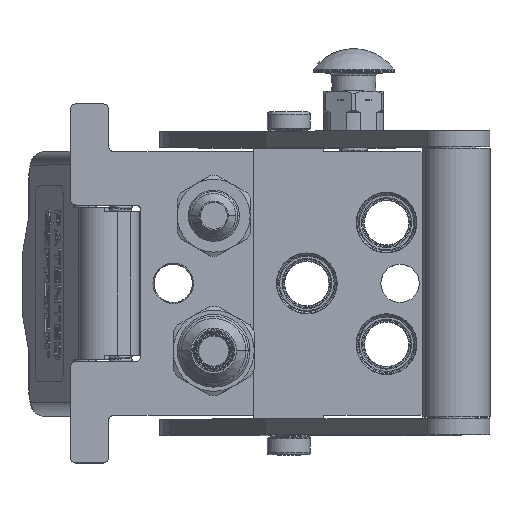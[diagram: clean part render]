
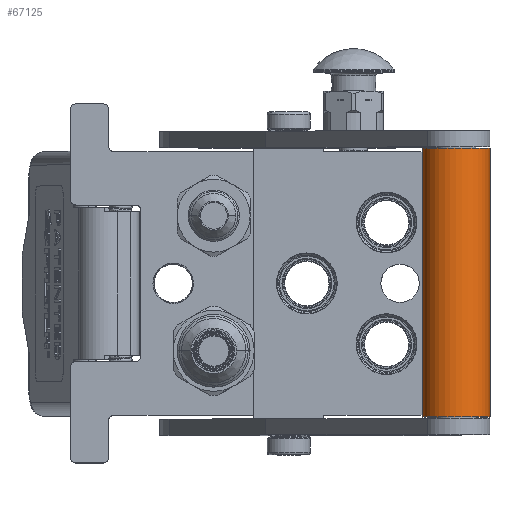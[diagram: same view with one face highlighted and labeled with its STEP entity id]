
A CAD part, top view. The second image highlights one B-rep face of the part: STEP entity #67125.
In plain terms, the highlighted cylindrical face has radius 12.5 mm (diameter 25 mm), a partial arc.
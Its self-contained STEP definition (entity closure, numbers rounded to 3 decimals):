
#2291 = CARTESIAN_POINT ( 'NONE',  ( 4.5, 0., -12.5 ) ) ;
#3995 = VERTEX_POINT ( 'NONE', #129737 ) ;
#4938 = AXIS2_PLACEMENT_3D ( 'NONE', #68804, #26644, #98152 ) ;
#12976 = AXIS2_PLACEMENT_3D ( 'NONE', #38442, #67726, #26442 ) ;
#14586 = EDGE_CURVE ( 'NONE', #87537, #61563, #63587, .T. ) ;
#15659 = LINE ( 'NONE', #55343, #90403 ) ;
#21606 = EDGE_CURVE ( 'NONE', #59090, #61563, #131560, .T. ) ;
#26442 = DIRECTION ( 'NONE',  ( 0., 0., -1. ) ) ;
#26644 = DIRECTION ( 'NONE',  ( -1., 0., 0. ) ) ;
#31884 = DIRECTION ( 'NONE',  ( -1., 0., 0. ) ) ;
#33698 = DIRECTION ( 'NONE',  ( 0., 0., -1. ) ) ;
#38442 = CARTESIAN_POINT ( 'NONE',  ( 4.5, 0., 0. ) ) ;
#47113 = EDGE_CURVE ( 'NONE', #3995, #87537, #107992, .T. ) ;
#52849 = CARTESIAN_POINT ( 'NONE',  ( 104., 0., 0. ) ) ;
#53892 = CARTESIAN_POINT ( 'NONE',  ( 104., 0., 12.5 ) ) ;
#55343 = CARTESIAN_POINT ( 'NONE',  ( 104., 0., -12.5 ) ) ;
#57794 = AXIS2_PLACEMENT_3D ( 'NONE', #52849, #83813, #33698 ) ;
#59090 = VERTEX_POINT ( 'NONE', #2291 ) ;
#61563 = VERTEX_POINT ( 'NONE', #114704 ) ;
#61656 = CARTESIAN_POINT ( 'NONE',  ( 104., 0., 12.5 ) ) ;
#63587 = LINE ( 'NONE', #61656, #92242 ) ;
#67125 = ADVANCED_FACE ( 'NONE', ( #131103 ), #119944, .T. ) ;
#67726 = DIRECTION ( 'NONE',  ( -1., 0., 0. ) ) ;
#68804 = CARTESIAN_POINT ( 'NONE',  ( -5.425, 0., 0. ) ) ;
#75672 = ORIENTED_EDGE ( 'NONE', *, *, #88362, .F. ) ;
#76133 = DIRECTION ( 'NONE',  ( -1., 0., 0. ) ) ;
#81477 = ORIENTED_EDGE ( 'NONE', *, *, #14586, .T. ) ;
#83813 = DIRECTION ( 'NONE',  ( -1., 0., 0. ) ) ;
#87537 = VERTEX_POINT ( 'NONE', #53892 ) ;
#88362 = EDGE_CURVE ( 'NONE', #3995, #59090, #15659, .T. ) ;
#90403 = VECTOR ( 'NONE', #76133, 1000. ) ;
#92242 = VECTOR ( 'NONE', #31884, 1000. ) ;
#98152 = DIRECTION ( 'NONE',  ( 0., 0., 1. ) ) ;
#102743 = ORIENTED_EDGE ( 'NONE', *, *, #21606, .F. ) ;
#105741 = ORIENTED_EDGE ( 'NONE', *, *, #47113, .T. ) ;
#107992 = CIRCLE ( 'NONE', #57794, 12.5 ) ;
#114704 = CARTESIAN_POINT ( 'NONE',  ( 4.5, 0., 12.5 ) ) ;
#117514 = EDGE_LOOP ( 'NONE', ( #105741, #81477, #102743, #75672 ) ) ;
#119944 = CYLINDRICAL_SURFACE ( 'NONE', #4938, 12.5 ) ;
#129737 = CARTESIAN_POINT ( 'NONE',  ( 104., 0., -12.5 ) ) ;
#131103 = FACE_OUTER_BOUND ( 'NONE', #117514, .T. ) ;
#131560 = CIRCLE ( 'NONE', #12976, 12.5 ) ;
